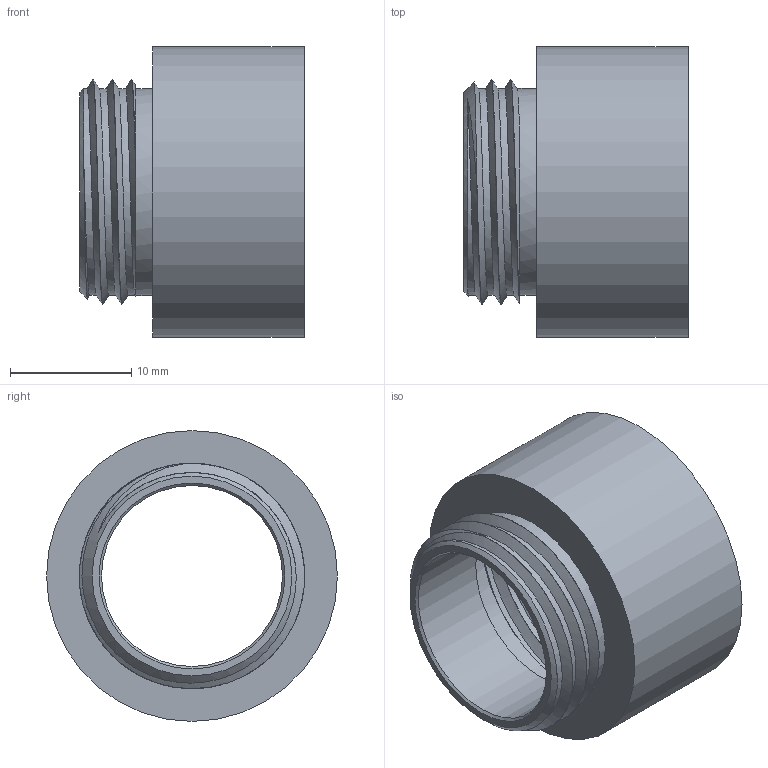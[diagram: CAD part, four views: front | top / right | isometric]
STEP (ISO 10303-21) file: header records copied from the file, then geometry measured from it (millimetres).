
FILE_DESCRIPTION(/* description */ ('Erweiterungen rund PG 11 / PG 16'),/* implementation_level */ '2;1');
FILE_NAME(/* name */ '62061116-RST.stp',/* time_stamp */ '2021-08-11T14:53:56+02:00',/* author */ ('sl'),/* organization */ (''),/* preprocessor_version */ 'ST-DEVELOPER v16.5',/* originating_system */ 'Autodesk Inventor 2017',/* authorisation */ '');
FILE_SCHEMA (('AUTOMOTIVE_DESIGN { 1 0 10303 214 3 1 1 }'));
Length unit declared in the file: millimetre
Products named in the file (1): 62061116
Bounding box: 18.5 x 24 x 24 mm (x, y, z)
Volume: 1559.1 mm3; surface area: 3282.9 mm2
Topology: 1 solids, 1 shells, 26 faces, 65 edges, 43 vertices
Faces by surface type: cylinder 13, plane 6, bspline 4, cone 3
Full cylindrical faces by diameter (mm): 14.94 x1, 17.08 x2, 20.98 x5, 24 x1
Entity records: 2007 total; most frequent: CARTESIAN_POINT 1612, ORIENTED_EDGE 66, DIRECTION 66, EDGE_CURVE 33, AXIS2_PLACEMENT_3D 33, EDGE_LOOP 30, VERTEX_POINT 25, FACE_OUTER_BOUND 19
